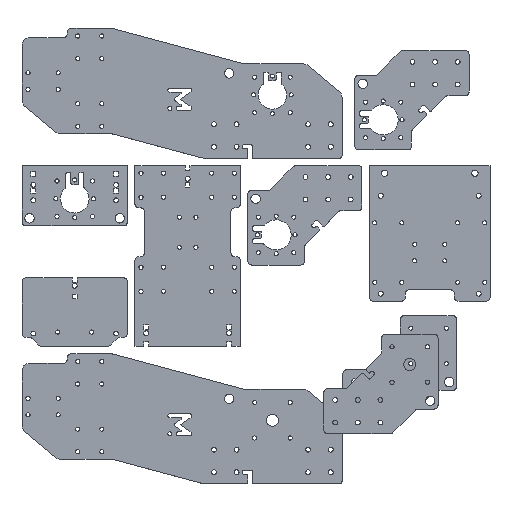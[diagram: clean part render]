
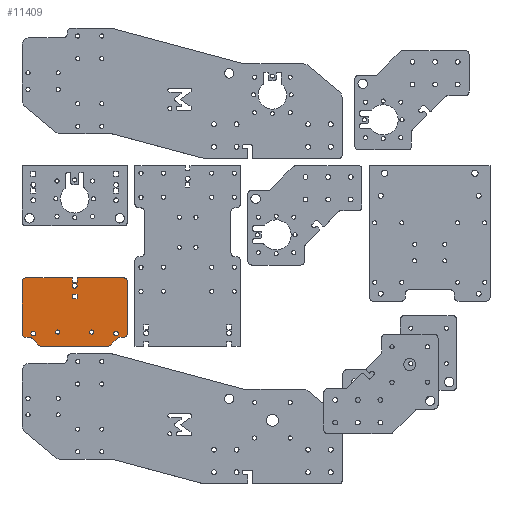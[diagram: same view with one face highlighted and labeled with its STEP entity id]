
A CAD part, top view. The second image highlights one B-rep face of the part: STEP entity #11409.
In plain terms, the highlighted face is planar.
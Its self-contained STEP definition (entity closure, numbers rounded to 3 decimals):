
#167=FACE_BOUND('',#1357,.T.);
#168=FACE_BOUND('',#1358,.T.);
#169=FACE_BOUND('',#1359,.T.);
#170=FACE_BOUND('',#1360,.T.);
#171=FACE_BOUND('',#1361,.T.);
#172=FACE_BOUND('',#1362,.T.);
#540=PLANE('',#12101);
#775=FACE_OUTER_BOUND('',#1356,.T.);
#1356=EDGE_LOOP('',(#7744,#7745,#7746,#7747,#7748,#7749,#7750,#7751,#7752,
#7753,#7754,#7755,#7756,#7757,#7758,#7759,#7760,#7761,#7762,#7763));
#1357=EDGE_LOOP('',(#7764,#7765,#7766,#7767));
#1358=EDGE_LOOP('',(#7768));
#1359=EDGE_LOOP('',(#7769));
#1360=EDGE_LOOP('',(#7770));
#1361=EDGE_LOOP('',(#7771));
#1362=EDGE_LOOP('',(#7772));
#2304=LINE('',#16748,#3285);
#2310=LINE('',#16761,#3291);
#2312=LINE('',#16766,#3293);
#2316=LINE('',#16775,#3297);
#2317=LINE('',#16780,#3298);
#2318=LINE('',#16784,#3299);
#2319=LINE('',#16788,#3300);
#2320=LINE('',#16792,#3301);
#2321=LINE('',#16796,#3302);
#2322=LINE('',#16800,#3303);
#2323=LINE('',#16802,#3304);
#2324=LINE('',#16803,#3305);
#2325=LINE('',#16806,#3306);
#2326=LINE('',#16808,#3307);
#2327=LINE('',#16810,#3308);
#2328=LINE('',#16811,#3309);
#3285=VECTOR('',#13339,1000.);
#3291=VECTOR('',#13347,1000.);
#3293=VECTOR('',#13351,1000.);
#3297=VECTOR('',#13357,1000.);
#3298=VECTOR('',#13362,1000.);
#3299=VECTOR('',#13365,1000.);
#3300=VECTOR('',#13368,1000.);
#3301=VECTOR('',#13371,1000.);
#3302=VECTOR('',#13374,1000.);
#3303=VECTOR('',#13379,1000.);
#3304=VECTOR('',#13380,1000.);
#3305=VECTOR('',#13381,1000.);
#3306=VECTOR('',#13382,1000.);
#3307=VECTOR('',#13383,1000.);
#3308=VECTOR('',#13384,1000.);
#3309=VECTOR('',#13385,1000.);
#4262=CIRCLE('',#12085,3.2);
#4264=CIRCLE('',#12088,3.2);
#4266=CIRCLE('',#12091,3.2);
#4268=CIRCLE('',#12094,2.75);
#4270=CIRCLE('',#12097,2.75);
#4271=CIRCLE('',#12102,5.);
#4272=CIRCLE('',#12103,5.);
#4273=CIRCLE('',#12104,5.);
#4274=CIRCLE('',#12105,5.);
#4275=CIRCLE('',#12106,5.);
#4276=CIRCLE('',#12107,5.);
#4277=CIRCLE('',#12108,5.);
#4278=CIRCLE('',#12109,5.);
#4908=VERTEX_POINT('',#16718);
#4910=VERTEX_POINT('',#16724);
#4912=VERTEX_POINT('',#16730);
#4914=VERTEX_POINT('',#16736);
#4916=VERTEX_POINT('',#16742);
#4917=VERTEX_POINT('',#16746);
#4918=VERTEX_POINT('',#16747);
#4923=VERTEX_POINT('',#16758);
#4924=VERTEX_POINT('',#16760);
#4925=VERTEX_POINT('',#16764);
#4926=VERTEX_POINT('',#16765);
#4929=VERTEX_POINT('',#16773);
#4930=VERTEX_POINT('',#16774);
#4931=VERTEX_POINT('',#16777);
#4932=VERTEX_POINT('',#16779);
#4933=VERTEX_POINT('',#16781);
#4934=VERTEX_POINT('',#16783);
#4935=VERTEX_POINT('',#16785);
#4936=VERTEX_POINT('',#16787);
#4937=VERTEX_POINT('',#16789);
#4938=VERTEX_POINT('',#16791);
#4939=VERTEX_POINT('',#16793);
#4940=VERTEX_POINT('',#16795);
#4941=VERTEX_POINT('',#16799);
#4942=VERTEX_POINT('',#16801);
#4943=VERTEX_POINT('',#16804);
#4944=VERTEX_POINT('',#16805);
#4945=VERTEX_POINT('',#16807);
#4946=VERTEX_POINT('',#16809);
#6031=EDGE_CURVE('',#4908,#4908,#4262,.T.);
#6034=EDGE_CURVE('',#4910,#4910,#4264,.T.);
#6037=EDGE_CURVE('',#4912,#4912,#4266,.T.);
#6040=EDGE_CURVE('',#4914,#4914,#4268,.T.);
#6043=EDGE_CURVE('',#4916,#4916,#4270,.T.);
#6044=EDGE_CURVE('',#4917,#4918,#2304,.T.);
#6050=EDGE_CURVE('',#4924,#4923,#2310,.T.);
#6052=EDGE_CURVE('',#4925,#4926,#2312,.T.);
#6056=EDGE_CURVE('',#4929,#4930,#2316,.T.);
#6057=EDGE_CURVE('',#4930,#4925,#4271,.T.);
#6058=EDGE_CURVE('',#4926,#4931,#4272,.T.);
#6059=EDGE_CURVE('',#4932,#4931,#2317,.T.);
#6060=EDGE_CURVE('',#4932,#4933,#4273,.T.);
#6061=EDGE_CURVE('',#4934,#4933,#2318,.T.);
#6062=EDGE_CURVE('',#4934,#4935,#4274,.T.);
#6063=EDGE_CURVE('',#4936,#4935,#2319,.T.);
#6064=EDGE_CURVE('',#4936,#4937,#4275,.T.);
#6065=EDGE_CURVE('',#4938,#4937,#2320,.T.);
#6066=EDGE_CURVE('',#4938,#4939,#4276,.T.);
#6067=EDGE_CURVE('',#4940,#4939,#2321,.T.);
#6068=EDGE_CURVE('',#4940,#4924,#4277,.T.);
#6069=EDGE_CURVE('',#4923,#4917,#4278,.T.);
#6070=EDGE_CURVE('',#4941,#4918,#2322,.T.);
#6071=EDGE_CURVE('',#4942,#4941,#2323,.T.);
#6072=EDGE_CURVE('',#4929,#4942,#2324,.T.);
#6073=EDGE_CURVE('',#4943,#4944,#2325,.T.);
#6074=EDGE_CURVE('',#4945,#4943,#2326,.T.);
#6075=EDGE_CURVE('',#4946,#4945,#2327,.T.);
#6076=EDGE_CURVE('',#4944,#4946,#2328,.T.);
#7744=ORIENTED_EDGE('',*,*,#6056,.T.);
#7745=ORIENTED_EDGE('',*,*,#6057,.T.);
#7746=ORIENTED_EDGE('',*,*,#6052,.T.);
#7747=ORIENTED_EDGE('',*,*,#6058,.T.);
#7748=ORIENTED_EDGE('',*,*,#6059,.F.);
#7749=ORIENTED_EDGE('',*,*,#6060,.T.);
#7750=ORIENTED_EDGE('',*,*,#6061,.F.);
#7751=ORIENTED_EDGE('',*,*,#6062,.T.);
#7752=ORIENTED_EDGE('',*,*,#6063,.F.);
#7753=ORIENTED_EDGE('',*,*,#6064,.T.);
#7754=ORIENTED_EDGE('',*,*,#6065,.F.);
#7755=ORIENTED_EDGE('',*,*,#6066,.T.);
#7756=ORIENTED_EDGE('',*,*,#6067,.F.);
#7757=ORIENTED_EDGE('',*,*,#6068,.T.);
#7758=ORIENTED_EDGE('',*,*,#6050,.T.);
#7759=ORIENTED_EDGE('',*,*,#6069,.T.);
#7760=ORIENTED_EDGE('',*,*,#6044,.T.);
#7761=ORIENTED_EDGE('',*,*,#6070,.F.);
#7762=ORIENTED_EDGE('',*,*,#6071,.F.);
#7763=ORIENTED_EDGE('',*,*,#6072,.F.);
#7764=ORIENTED_EDGE('',*,*,#6073,.F.);
#7765=ORIENTED_EDGE('',*,*,#6074,.F.);
#7766=ORIENTED_EDGE('',*,*,#6075,.F.);
#7767=ORIENTED_EDGE('',*,*,#6076,.F.);
#7768=ORIENTED_EDGE('',*,*,#6031,.F.);
#7769=ORIENTED_EDGE('',*,*,#6034,.F.);
#7770=ORIENTED_EDGE('',*,*,#6037,.F.);
#7771=ORIENTED_EDGE('',*,*,#6040,.F.);
#7772=ORIENTED_EDGE('',*,*,#6043,.F.);
#11409=ADVANCED_FACE('',(#775,#167,#168,#169,#170,#171,#172),#540,.T.);
#12085=AXIS2_PLACEMENT_3D('',#16720,#13307,#13308);
#12088=AXIS2_PLACEMENT_3D('',#16726,#13314,#13315);
#12091=AXIS2_PLACEMENT_3D('',#16732,#13321,#13322);
#12094=AXIS2_PLACEMENT_3D('',#16738,#13328,#13329);
#12097=AXIS2_PLACEMENT_3D('',#16744,#13335,#13336);
#12101=AXIS2_PLACEMENT_3D('',#16772,#13355,#13356);
#12102=AXIS2_PLACEMENT_3D('',#16776,#13358,#13359);
#12103=AXIS2_PLACEMENT_3D('',#16778,#13360,#13361);
#12104=AXIS2_PLACEMENT_3D('',#16782,#13363,#13364);
#12105=AXIS2_PLACEMENT_3D('',#16786,#13366,#13367);
#12106=AXIS2_PLACEMENT_3D('',#16790,#13369,#13370);
#12107=AXIS2_PLACEMENT_3D('',#16794,#13372,#13373);
#12108=AXIS2_PLACEMENT_3D('',#16797,#13375,#13376);
#12109=AXIS2_PLACEMENT_3D('',#16798,#13377,#13378);
#13307=DIRECTION('center_axis',(0.,1.,0.));
#13308=DIRECTION('ref_axis',(0.,0.,1.));
#13314=DIRECTION('center_axis',(0.,1.,0.));
#13315=DIRECTION('ref_axis',(0.,0.,1.));
#13321=DIRECTION('center_axis',(0.,1.,0.));
#13322=DIRECTION('ref_axis',(0.,0.,1.));
#13328=DIRECTION('center_axis',(0.,1.,0.));
#13329=DIRECTION('ref_axis',(0.,0.,1.));
#13335=DIRECTION('center_axis',(0.,1.,0.));
#13336=DIRECTION('ref_axis',(0.,0.,1.));
#13339=DIRECTION('',(-1.,0.,0.));
#13347=DIRECTION('',(0.,0.,-1.));
#13351=DIRECTION('',(0.,0.,1.));
#13355=DIRECTION('center_axis',(0.,1.,0.));
#13356=DIRECTION('ref_axis',(0.,0.,1.));
#13357=DIRECTION('',(-1.,0.,0.));
#13358=DIRECTION('center_axis',(0.,1.,0.));
#13359=DIRECTION('ref_axis',(0.,0.,1.));
#13360=DIRECTION('center_axis',(0.,1.,0.));
#13361=DIRECTION('ref_axis',(0.,0.,1.));
#13362=DIRECTION('',(-1.,0.,0.));
#13363=DIRECTION('center_axis',(0.,-1.,0.));
#13364=DIRECTION('ref_axis',(0.,0.,1.));
#13365=DIRECTION('',(-0.707,0.,-0.707));
#13366=DIRECTION('center_axis',(0.,1.,0.));
#13367=DIRECTION('ref_axis',(0.,0.,1.));
#13368=DIRECTION('',(-1.,0.,0.));
#13369=DIRECTION('center_axis',(0.,1.,0.));
#13370=DIRECTION('ref_axis',(0.,0.,1.));
#13371=DIRECTION('',(-0.707,0.,0.707));
#13372=DIRECTION('center_axis',(0.,-1.,0.));
#13373=DIRECTION('ref_axis',(0.,0.,1.));
#13374=DIRECTION('',(-1.,0.,0.));
#13375=DIRECTION('center_axis',(0.,1.,0.));
#13376=DIRECTION('ref_axis',(0.,0.,1.));
#13377=DIRECTION('center_axis',(0.,1.,0.));
#13378=DIRECTION('ref_axis',(0.,0.,1.));
#13379=DIRECTION('',(0.,0.,-1.));
#13380=DIRECTION('',(1.,0.,0.));
#13381=DIRECTION('',(0.,0.,1.));
#13382=DIRECTION('',(0.,0.,1.));
#13383=DIRECTION('',(-1.,0.,0.));
#13384=DIRECTION('',(0.,0.,-1.));
#13385=DIRECTION('',(1.,0.,0.));
#16718=CARTESIAN_POINT('',(0.,8.,-62.7));
#16720=CARTESIAN_POINT('Origin',(0.,8.,-59.5));
#16724=CARTESIAN_POINT('',(-55.,8.,0.8));
#16726=CARTESIAN_POINT('Origin',(-55.,8.,4.));
#16730=CARTESIAN_POINT('',(55.,8.,0.8));
#16732=CARTESIAN_POINT('Origin',(55.,8.,4.));
#16736=CARTESIAN_POINT('',(-22.5,8.,-0.75));
#16738=CARTESIAN_POINT('Origin',(-22.5,8.,2.));
#16742=CARTESIAN_POINT('',(22.5,8.,-0.75));
#16744=CARTESIAN_POINT('Origin',(22.5,8.,2.));
#16746=CARTESIAN_POINT('',(65.,8.,-70.));
#16747=CARTESIAN_POINT('',(3.1,8.,-70.));
#16748=CARTESIAN_POINT('',(-70.,8.,-70.));
#16758=CARTESIAN_POINT('',(70.,8.,-65.));
#16760=CARTESIAN_POINT('',(70.,8.,4.));
#16761=CARTESIAN_POINT('',(70.,8.,-42.));
#16764=CARTESIAN_POINT('',(-70.,8.,-65.));
#16765=CARTESIAN_POINT('',(-70.,8.,4.));
#16766=CARTESIAN_POINT('',(-70.,8.,-42.));
#16772=CARTESIAN_POINT('Origin',(0.,8.,0.));
#16773=CARTESIAN_POINT('',(-3.1,8.,-70.));
#16774=CARTESIAN_POINT('',(-65.,8.,-70.));
#16775=CARTESIAN_POINT('',(-70.,8.,-70.));
#16776=CARTESIAN_POINT('Origin',(-65.,8.,-65.));
#16777=CARTESIAN_POINT('',(-65.,8.,9.));
#16778=CARTESIAN_POINT('Origin',(-65.,8.,4.));
#16779=CARTESIAN_POINT('',(-60.071,8.,9.));
#16780=CARTESIAN_POINT('',(-70.,8.,9.));
#16781=CARTESIAN_POINT('',(-56.536,8.,10.464));
#16782=CARTESIAN_POINT('Origin',(-60.071,8.,14.));
#16783=CARTESIAN_POINT('',(-47.464,8.,19.536));
#16784=CARTESIAN_POINT('',(-58.,8.,9.));
#16785=CARTESIAN_POINT('',(-43.929,8.,21.));
#16786=CARTESIAN_POINT('Origin',(-43.929,8.,16.));
#16787=CARTESIAN_POINT('',(43.929,8.,21.));
#16788=CARTESIAN_POINT('',(-70.,8.,21.));
#16789=CARTESIAN_POINT('',(47.464,8.,19.536));
#16790=CARTESIAN_POINT('Origin',(43.929,8.,16.));
#16791=CARTESIAN_POINT('',(56.536,8.,10.464));
#16792=CARTESIAN_POINT('',(58.,8.,9.));
#16793=CARTESIAN_POINT('',(60.071,8.,9.));
#16794=CARTESIAN_POINT('Origin',(60.071,8.,14.));
#16795=CARTESIAN_POINT('',(65.,8.,9.));
#16796=CARTESIAN_POINT('',(70.,8.,9.));
#16797=CARTESIAN_POINT('Origin',(65.,8.,4.));
#16798=CARTESIAN_POINT('Origin',(65.,8.,-65.));
#16799=CARTESIAN_POINT('',(3.1,8.,-64.2));
#16800=CARTESIAN_POINT('',(3.1,8.,-64.2));
#16801=CARTESIAN_POINT('',(-3.1,8.,-64.2));
#16802=CARTESIAN_POINT('',(-3.1,8.,-64.2));
#16803=CARTESIAN_POINT('',(-3.1,8.,-64.2));
#16804=CARTESIAN_POINT('',(-3.1,8.,-48.2));
#16805=CARTESIAN_POINT('',(-3.1,8.,-42.));
#16806=CARTESIAN_POINT('',(-3.1,8.,-48.2));
#16807=CARTESIAN_POINT('',(3.1,8.,-48.2));
#16808=CARTESIAN_POINT('',(3.1,8.,-48.2));
#16809=CARTESIAN_POINT('',(3.1,8.,-42.));
#16810=CARTESIAN_POINT('',(3.1,8.,-48.2));
#16811=CARTESIAN_POINT('',(3.1,8.,-42.));
